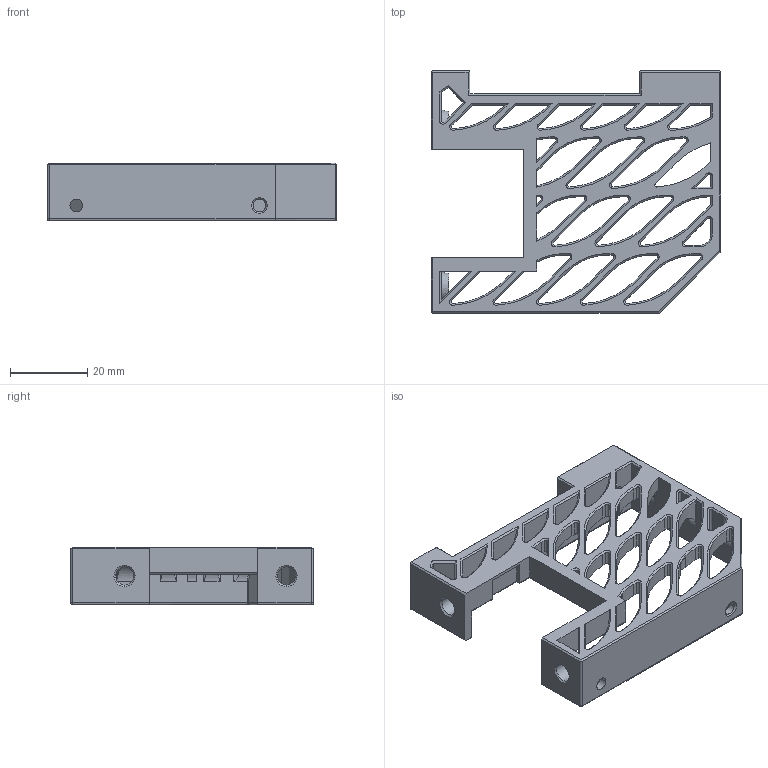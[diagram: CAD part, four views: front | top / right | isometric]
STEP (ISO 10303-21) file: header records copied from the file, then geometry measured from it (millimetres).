
FILE_DESCRIPTION(/* description */ (''),/* implementation_level */ '2;1');
FILE_NAME(/* name */ 'rear_skirt_B_x1.step',/* time_stamp */ '2026-01-13T15:20:30-05:00',/* author */ (''),/* organization */ (''),/* preprocessor_version */ 'ST-DEVELOPER v20.1',/* originating_system */ 'Autodesk Translation Framework v14.21.0.0',/* authorisation */ '');
FILE_SCHEMA (('AUTOMOTIVE_DESIGN { 1 0 10303 214 3 1 1 }'));
Length unit declared in the file: millimetre
Products named in the file (1): Rear Skirt
Bounding box: 75 x 63 x 15 mm (x, y, z)
Volume: 17570.6 mm3; surface area: 14737.1 mm2
Topology: 1 solids, 1 shells, 419 faces, 1124 edges, 684 vertices
Faces by surface type: plane 193, cylinder 130, cone 85, sphere 6, torus 3, bspline 2
Full cylindrical faces by diameter (mm): 3.3 x4, 4.7 x2, 6 x1
Entity records: 13372 total; most frequent: CARTESIAN_POINT 2672, ORIENTED_EDGE 2248, DIRECTION 2234, EDGE_CURVE 1124, LINE 746, VECTOR 746, AXIS2_PLACEMENT_3D 744, VERTEX_POINT 684
